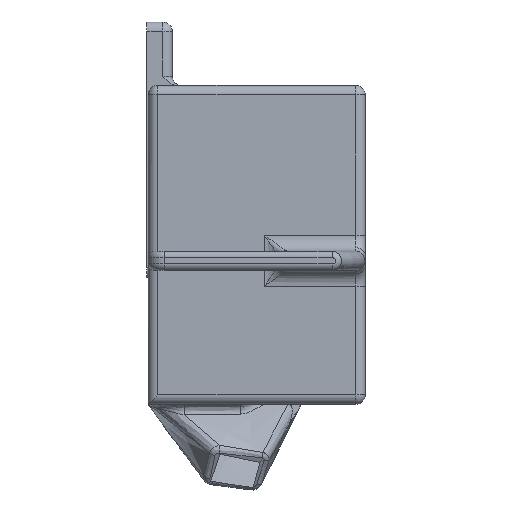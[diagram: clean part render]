
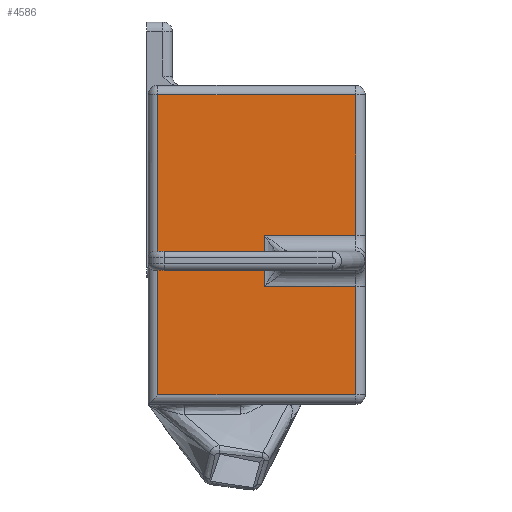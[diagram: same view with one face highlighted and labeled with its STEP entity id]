
A CAD part, front view. The second image highlights one B-rep face of the part: STEP entity #4586.
In plain terms, the highlighted planar face has unit normal (0, -1, 0).
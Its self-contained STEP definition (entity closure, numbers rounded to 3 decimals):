
#184=PLANE('',#5039);
#415=LINE('',#8298,#758);
#417=LINE('',#8319,#760);
#479=LINE('',#8884,#822);
#481=LINE('',#8895,#824);
#483=LINE('',#8900,#826);
#484=LINE('',#8913,#827);
#486=LINE('',#8916,#829);
#499=LINE('',#8976,#842);
#758=VECTOR('',#5844,10.);
#760=VECTOR('',#5870,10.);
#822=VECTOR('',#6062,10.);
#824=VECTOR('',#6076,10.);
#826=VECTOR('',#6082,10.);
#827=VECTOR('',#6101,10.);
#829=VECTOR('',#6105,10.);
#842=VECTOR('',#6156,10.);
#1203=FACE_OUTER_BOUND('',#1491,.T.);
#1491=EDGE_LOOP('',(#4012,#4013,#4014,#4015,#4016,#4017,#4018,#4019));
#2121=VERTEX_POINT('',#8057);
#2156=VERTEX_POINT('',#8285);
#2159=VERTEX_POINT('',#8296);
#2166=VERTEX_POINT('',#8318);
#2243=VERTEX_POINT('',#8877);
#2245=VERTEX_POINT('',#8883);
#2248=VERTEX_POINT('',#8890);
#2251=VERTEX_POINT('',#8907);
#2715=EDGE_CURVE('',#2159,#2156,#415,.T.);
#2725=EDGE_CURVE('',#2121,#2166,#417,.T.);
#2845=EDGE_CURVE('',#2245,#2243,#479,.T.);
#2851=EDGE_CURVE('',#2243,#2248,#481,.T.);
#2854=EDGE_CURVE('',#2248,#2159,#483,.T.);
#2861=EDGE_CURVE('',#2166,#2251,#484,.T.);
#2863=EDGE_CURVE('',#2251,#2245,#486,.T.);
#2885=EDGE_CURVE('',#2156,#2121,#499,.T.);
#4012=ORIENTED_EDGE('',*,*,#2854,.F.);
#4013=ORIENTED_EDGE('',*,*,#2851,.F.);
#4014=ORIENTED_EDGE('',*,*,#2845,.F.);
#4015=ORIENTED_EDGE('',*,*,#2863,.F.);
#4016=ORIENTED_EDGE('',*,*,#2861,.F.);
#4017=ORIENTED_EDGE('',*,*,#2725,.F.);
#4018=ORIENTED_EDGE('',*,*,#2885,.F.);
#4019=ORIENTED_EDGE('',*,*,#2715,.F.);
#4586=ADVANCED_FACE('',(#1203),#184,.T.);
#5039=AXIS2_PLACEMENT_3D('',#8975,#6154,#6155);
#5844=DIRECTION('',(-1.,0.,0.));
#5870=DIRECTION('',(1.,0.,0.));
#6062=DIRECTION('',(0.,0.,1.));
#6076=DIRECTION('',(1.,0.,0.));
#6082=DIRECTION('',(0.,0.,-1.));
#6101=DIRECTION('',(0.,0.,-1.));
#6105=DIRECTION('',(-1.,0.,0.));
#6154=DIRECTION('center_axis',(0.,-1.,0.));
#6155=DIRECTION('ref_axis',(0.,0.,-1.));
#6156=DIRECTION('',(0.,0.,-1.));
#8057=CARTESIAN_POINT('',(18.17,9.,21.));
#8285=CARTESIAN_POINT('',(18.17,9.,29.));
#8296=CARTESIAN_POINT('',(32.5,9.,29.));
#8298=CARTESIAN_POINT('',(17.25,9.,29.));
#8318=CARTESIAN_POINT('',(32.5,9.,21.));
#8319=CARTESIAN_POINT('',(17.25,9.,21.));
#8877=CARTESIAN_POINT('',(1.5,9.,51.));
#8883=CARTESIAN_POINT('',(1.5,9.,4.));
#8884=CARTESIAN_POINT('',(1.5,9.,48.25));
#8890=CARTESIAN_POINT('',(32.5,9.,51.));
#8895=CARTESIAN_POINT('',(17.5,9.,51.));
#8900=CARTESIAN_POINT('',(32.5,9.,48.25));
#8907=CARTESIAN_POINT('',(32.5,9.,4.));
#8913=CARTESIAN_POINT('',(32.5,9.,48.25));
#8916=CARTESIAN_POINT('',(20.75,9.,4.));
#8975=CARTESIAN_POINT('Origin',(17.5,9.,52.5));
#8976=CARTESIAN_POINT('',(18.17,9.,23.5));
